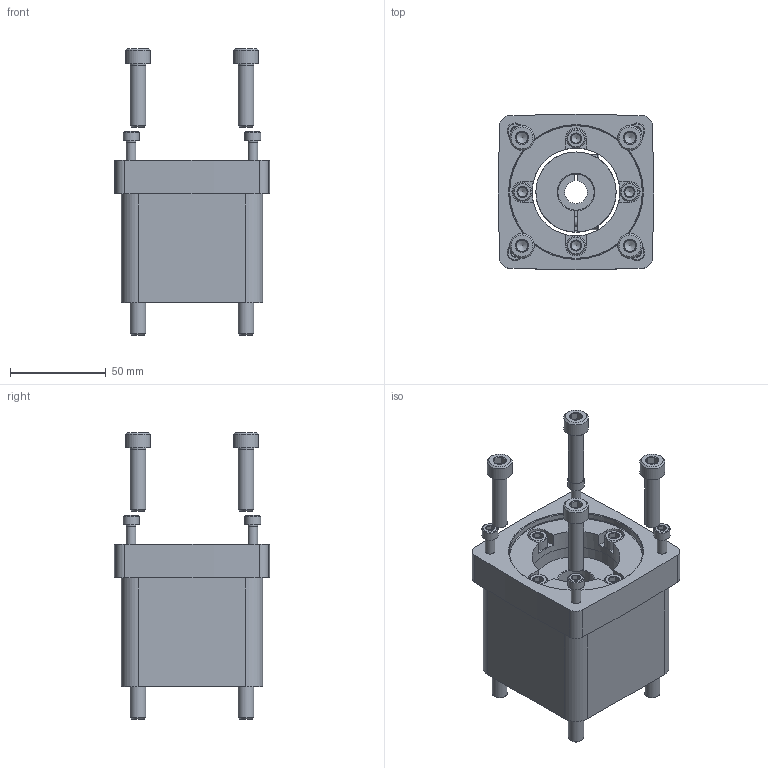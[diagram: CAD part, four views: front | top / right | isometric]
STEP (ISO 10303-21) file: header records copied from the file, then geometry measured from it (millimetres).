
FILE_DESCRIPTION(/* description */ ('STEP AP214'),/* implementation_level */ '2;1');
FILE_NAME(/* name */ '1977073_EAMM-A-D60-80P',/* time_stamp */ '2024-08-24T07:24:22+02:00',/* author */ ('License CC BY-ND 4.0'),/* organization */ ('CADENAS'),/* preprocessor_version */ 'ST-DEVELOPER v19.3',/* originating_system */ 'PARTsolutions',/* authorisation */ ' ');
FILE_SCHEMA (('AUTOMOTIVE_DESIGN {1 0 10303 214 3 1 1}'));
Length unit declared in the file: millimetre
Products named in the file (8): 1977073 EAMM-A-D60-80P; 551007 EAMK-A-D60-64-L61---(1O); DIN-912 - M8x40(F); DIN-912 - M8x33(F); 1977113 EAMF-A-64A/C-80P(1A10); DIN-912 - M6x16(F); DIN-912 - M5x20(F); 551005 EAMC-42-50-12-19
Assembly tree (19 placements, depth 2):
  1977073 EAMM-A-D60-80P
    551007 EAMK-A-D60-64-L61---(1O)
    DIN-912 - M8x40(F)  x4
    DIN-912 - M8x33(F)  x4
    1977113 EAMF-A-64A/C-80P(1A10)
    DIN-912 - M6x16(F)  x4
    DIN-912 - M5x20(F)  x4
    551005 EAMC-42-50-12-19
Bounding box: 81.13 x 81.13 x 150 mm (x, y, z)
Volume: 322410.9 mm3; surface area: 93525 mm2
Topology: 19 solids, 19 shells, 616 faces, 1251 edges, 707 vertices
Faces by surface type: plane 292, cone 203, cylinder 116, torus 5
Full cylindrical faces by diameter (mm): 4.134 x4, 4.917 x4, 5 x8, 6 x4, 6.6 x4, 8 x8, 8.5 x6, 9 x4, 10 x4, 13 x8, 14 x4, 19.2 x1, 40 x2, 42 x1, 46 x1, 48 x1, 60 x1, 64 x2, 70 x1
Entity records: 7473 total; most frequent: DIRECTION 1344, CARTESIAN_POINT 1339, ORIENTED_EDGE 994, AXIS2_PLACEMENT_3D 583, EDGE_CURVE 497, FACE_BOUND 437, EDGE_LOOP 429, VERTEX_POINT 354
